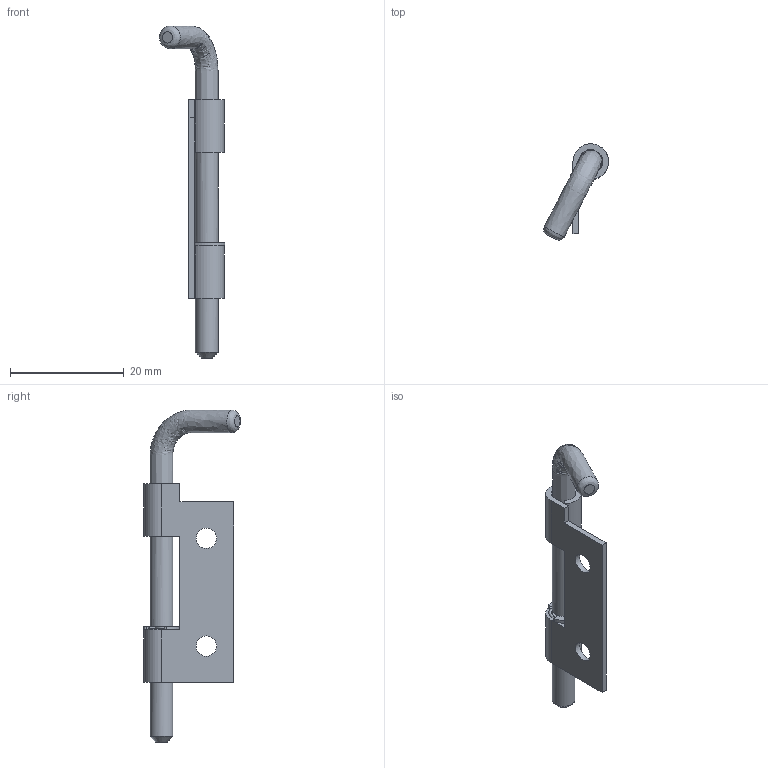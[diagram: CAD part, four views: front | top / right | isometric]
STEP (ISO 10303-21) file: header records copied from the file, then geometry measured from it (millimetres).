
FILE_DESCRIPTION(('STEP AP203'),'1');
FILE_NAME('289.6.3.1.002.step','2016-01-08T15:30:11',(' '),(' '),'Spatial InterOp 3D',' ',' ');
FILE_SCHEMA(('CONFIG_CONTROL_DESIGN'));
Length unit declared in the file: millimetre
Products named in the file (5): 1; 2; 3; 4; 5
Bounding box: 11.47 x 17.02 x 58.5 mm (x, y, z)
Volume: 1484 mm3; surface area: 2559.7 mm2
Topology: 5 solids, 5 shells, 57 faces, 147 edges, 100 vertices
Faces by surface type: cylinder 28, plane 22, bspline 6, cone 1
Full cylindrical faces by diameter (mm): 0.5 x1, 2.3 x1, 3.6 x2
Entity records: 4099 total; most frequent: CARTESIAN_POINT 2547, DIRECTION 286, ORIENTED_EDGE 256, EDGE_CURVE 128, AXIS2_PLACEMENT_3D 113, VERTEX_POINT 92, EDGE_LOOP 76, FACE_OUTER_BOUND 67
